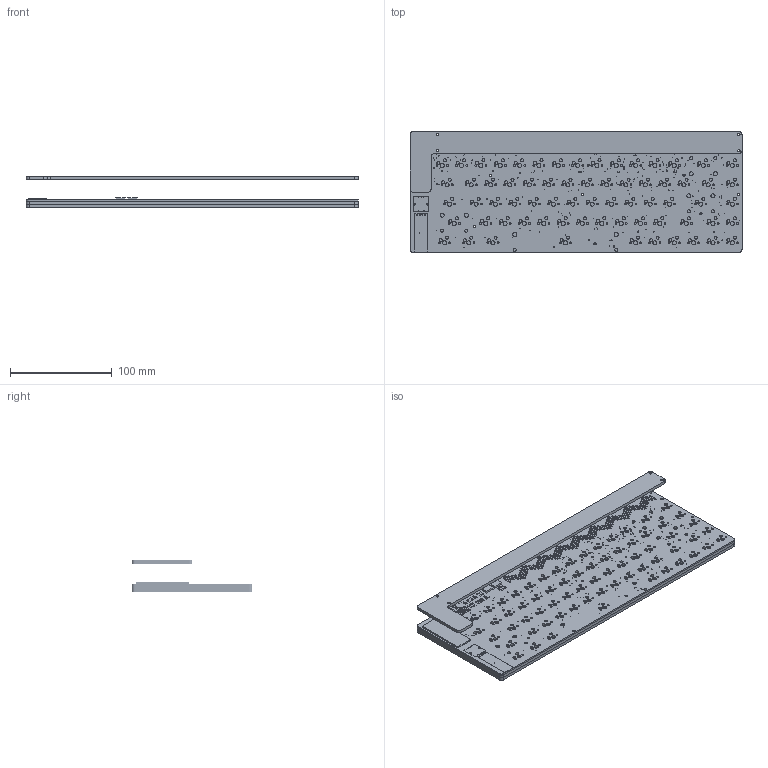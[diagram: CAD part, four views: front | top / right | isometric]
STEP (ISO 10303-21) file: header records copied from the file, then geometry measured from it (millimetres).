
FILE_DESCRIPTION(/* description */ (''),/* implementation_level */ '2;1');
FILE_NAME(/* name */ 'assembly v1.step',/* time_stamp */ '2021-10-31T12:37:14-07:00',/* author */ (''),/* organization */ (''),/* preprocessor_version */ 'ST-DEVELOPER v18.1',/* originating_system */ 'Autodesk Translation Framework v10.10.0.1391',/* authorisation */ '');
FILE_SCHEMA (('AUTOMOTIVE_DESIGN { 1 0 10303 214 3 1 1 }'));
Length unit declared in the file: millimetre
Products named in the file (25): assembly; acrylic_guard; bottom_acrylic; enigma; PCB Component; Board; HC49U-V; DO-1N4148; DIL40; AVRISP; LED5MM; AXIAL-0.3; B3F-10XX; PEC12_INCREMENTAL_ENCODER; MXHSPCB-1U; MXHSPCB-2U; MXHSPCB-2U-FLIPPED; MXHSPCB-6.25U-FLIPPED; CAP-TH; DISPLAY-OLED-128X32; DIL08; LED_1655; GCT_USB4110-GF-A_REVB; PTH; stacked_acrylic
Assembly tree (176 placements, depth 4):
  assembly
    acrylic_guard
    bottom_acrylic
    enigma
      PCB Component
        Board
        HC49U-V
        DO-1N4148  x70
        DIL40
        AVRISP
        LED5MM
        AXIAL-0.3  x8
        B3F-10XX  x2
        PEC12_INCREMENTAL_ENCODER
        MXHSPCB-1U  x64
        MXHSPCB-2U
        MXHSPCB-2U-FLIPPED  x2
        MXHSPCB-6.25U-FLIPPED
        CAP-TH  x5
        DISPLAY-OLED-128X32
        DIL08
        LED_1655  x8
        GCT_USB4110-GF-A_REVB
        PTH
    stacked_acrylic
Bounding box: 327 x 119.12 x 30.57 mm (x, y, z)
Volume: 231847.7 mm3; surface area: 238131 mm2
Topology: 174 solids, 174 shells, 2258 faces, 5730 edges, 3820 vertices
Faces by surface type: cylinder 1138, plane 1120
Full cylindrical faces by diameter (mm): 0.35 x314, 0.65 x2, 0.8 x10, 0.813 x44, 0.9 x162, 1 x9, 1.016 x18, 1.7 x136, 1.8 x2, 1.813 x2, 1.9 x150, 2 x8, 2.2 x35, 3 x136, 3.05 x10, 3.9 x2, 4 x76
Entity records: 53147 total; most frequent: DIRECTION 9276, CARTESIAN_POINT 8057, ORIENTED_EDGE 7812, EDGE_CURVE 3906, AXIS2_PLACEMENT_3D 3823, EDGE_LOOP 3596, VERTEX_POINT 2604, CIRCLE 2276
